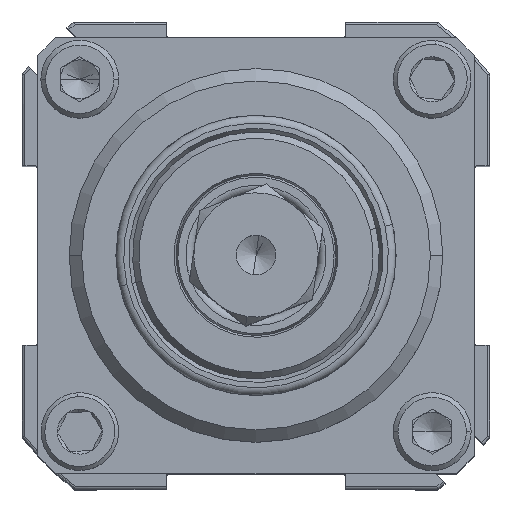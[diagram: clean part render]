
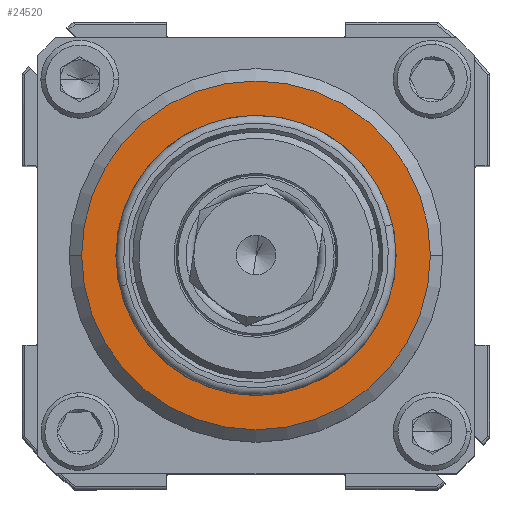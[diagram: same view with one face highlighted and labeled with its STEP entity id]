
A CAD part, top view. The second image highlights one B-rep face of the part: STEP entity #24520.
In plain terms, the highlighted planar face has unit normal (0, 0, 1).
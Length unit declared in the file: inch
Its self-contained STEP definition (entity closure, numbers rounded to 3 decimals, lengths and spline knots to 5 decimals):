
#697 = CARTESIAN_POINT ( 'NONE',  ( -0.7, 0., 0.25 ) ) ;
#908 = DIRECTION ( 'NONE',  ( 1., 0., 0. ) ) ;
#2115 = EDGE_CURVE ( 'NONE', #36792, #34387, #24665, .T. ) ;
#3634 = AXIS2_PLACEMENT_3D ( 'NONE', #7030, #28072, #10085 ) ;
#3957 = EDGE_CURVE ( 'NONE', #12433, #26749, #13295, .T. ) ;
#4150 = CARTESIAN_POINT ( 'NONE',  ( 0.5625, 0., 0.25 ) ) ;
#4170 = FACE_BOUND ( 'NONE', #6253, .T. ) ;
#6253 = EDGE_LOOP ( 'NONE', ( #9104, #21972 ) ) ;
#7030 = CARTESIAN_POINT ( 'NONE',  ( 0., 0., 0.25 ) ) ;
#8041 = EDGE_LOOP ( 'NONE', ( #8054, #24488 ) ) ;
#8054 = ORIENTED_EDGE ( 'NONE', *, *, #3957, .T. ) ;
#9104 = ORIENTED_EDGE ( 'NONE', *, *, #2115, .F. ) ;
#10085 = DIRECTION ( 'NONE',  ( 1., 0., 0. ) ) ;
#12279 = CIRCLE ( 'NONE', #29419, 0.7 ) ;
#12433 = VERTEX_POINT ( 'NONE', #697 ) ;
#13295 = CIRCLE ( 'NONE', #15051, 0.7 ) ;
#13859 = DIRECTION ( 'NONE',  ( 0., 0., 1. ) ) ;
#14273 = DIRECTION ( 'NONE',  ( 0., 0., 1. ) ) ;
#15051 = AXIS2_PLACEMENT_3D ( 'NONE', #31840, #13859, #34837 ) ;
#16427 = EDGE_CURVE ( 'NONE', #34387, #36792, #35973, .T. ) ;
#16470 = CARTESIAN_POINT ( 'NONE',  ( 0., 0., 0.25 ) ) ;
#17021 = CARTESIAN_POINT ( 'NONE',  ( 0.7, 0., 0.25 ) ) ;
#17120 = EDGE_CURVE ( 'NONE', #26749, #12433, #12279, .T. ) ;
#18146 = CARTESIAN_POINT ( 'NONE',  ( -0.5625, 0., 0.25 ) ) ;
#18922 = DIRECTION ( 'NONE',  ( 0., 0., 1. ) ) ;
#19465 = DIRECTION ( 'NONE',  ( 1., 0., 0. ) ) ;
#21972 = ORIENTED_EDGE ( 'NONE', *, *, #16427, .F. ) ;
#24488 = ORIENTED_EDGE ( 'NONE', *, *, #17120, .T. ) ;
#24520 = ADVANCED_FACE ( 'NONE', ( #36168, #4170 ), #26205, .T. ) ;
#24665 = CIRCLE ( 'NONE', #3634, 0.5625 ) ;
#26205 = PLANE ( 'NONE',  #34216 ) ;
#26749 = VERTEX_POINT ( 'NONE', #17021 ) ;
#28072 = DIRECTION ( 'NONE',  ( 0., 0., 1. ) ) ;
#29254 = CARTESIAN_POINT ( 'NONE',  ( 0., 0., 0.25 ) ) ;
#29419 = AXIS2_PLACEMENT_3D ( 'NONE', #36948, #18922, #908 ) ;
#31840 = CARTESIAN_POINT ( 'NONE',  ( 0., 0., 0.25 ) ) ;
#32378 = AXIS2_PLACEMENT_3D ( 'NONE', #16470, #37502, #19465 ) ;
#34216 = AXIS2_PLACEMENT_3D ( 'NONE', #29254, #14273, #35265 ) ;
#34387 = VERTEX_POINT ( 'NONE', #18146 ) ;
#34837 = DIRECTION ( 'NONE',  ( 1., 0., 0. ) ) ;
#35265 = DIRECTION ( 'NONE',  ( 1., 0., 0. ) ) ;
#35973 = CIRCLE ( 'NONE', #32378, 0.5625 ) ;
#36168 = FACE_OUTER_BOUND ( 'NONE', #8041, .T. ) ;
#36792 = VERTEX_POINT ( 'NONE', #4150 ) ;
#36948 = CARTESIAN_POINT ( 'NONE',  ( 0., 0., 0.25 ) ) ;
#37502 = DIRECTION ( 'NONE',  ( 0., 0., 1. ) ) ;
